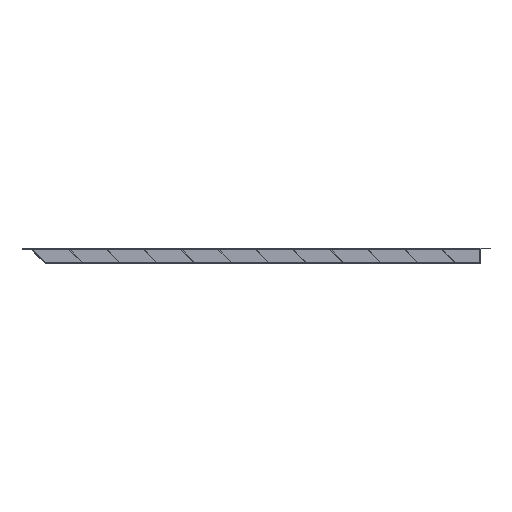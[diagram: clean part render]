
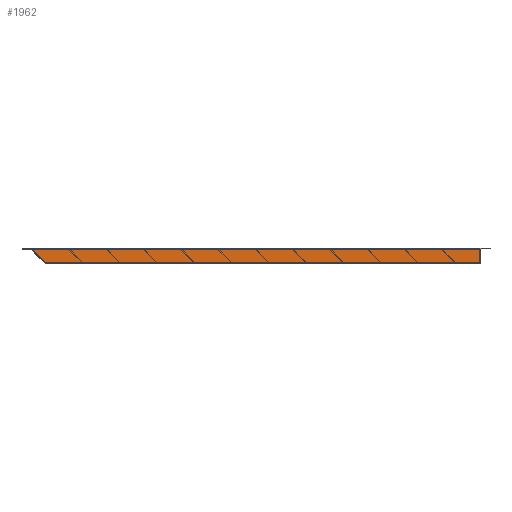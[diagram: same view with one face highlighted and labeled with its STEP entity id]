
A CAD part, left-side view. The second image highlights one B-rep face of the part: STEP entity #1962.
In plain terms, the highlighted face is planar.
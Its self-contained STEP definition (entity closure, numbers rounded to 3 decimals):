
#439 = VECTOR ( 'NONE', #1146, 1000. ) ;
#831 = VERTEX_POINT ( 'NONE', #2079 ) ;
#835 = DIRECTION ( 'NONE',  ( 1., 0., 0. ) ) ;
#897 = ORIENTED_EDGE ( 'NONE', *, *, #6820, .T. ) ;
#1146 = DIRECTION ( 'NONE',  ( 0.707, 0.707, 0. ) ) ;
#1179 = CARTESIAN_POINT ( 'NONE',  ( 0., 0., 0. ) ) ;
#1416 = PLANE ( 'NONE',  #2444 ) ;
#1719 = CARTESIAN_POINT ( 'NONE',  ( 0., -715., 0. ) ) ;
#1962 = ADVANCED_FACE ( 'Y�z1', ( #6560 ), #1416, .T. ) ;
#2079 = CARTESIAN_POINT ( 'NONE',  ( 22., -693., 0. ) ) ;
#2086 = ORIENTED_EDGE ( 'NONE', *, *, #2150, .T. ) ;
#2150 = EDGE_CURVE ( 'NONE', #3101, #5722, #2835, .T. ) ;
#2166 = CARTESIAN_POINT ( 'NONE',  ( 0., 0., 0. ) ) ;
#2444 = AXIS2_PLACEMENT_3D ( 'NONE', #2166, #4733, #835 ) ;
#2530 = EDGE_CURVE ( 'NONE', #5722, #6262, #6294, .T. ) ;
#2586 = EDGE_CURVE ( 'NONE', #6262, #831, #4330, .T. ) ;
#2646 = EDGE_LOOP ( 'NONE', ( #2086, #7896, #3544, #897 ) ) ;
#2835 = LINE ( 'NONE', #4769, #3383 ) ;
#3101 = VERTEX_POINT ( 'NONE', #7660 ) ;
#3205 = VECTOR ( 'NONE', #4645, 1000. ) ;
#3330 = CARTESIAN_POINT ( 'NONE',  ( 22., -693., 0. ) ) ;
#3383 = VECTOR ( 'NONE', #5431, 1000. ) ;
#3544 = ORIENTED_EDGE ( 'NONE', *, *, #2586, .T. ) ;
#4330 = LINE ( 'NONE', #6883, #439 ) ;
#4645 = DIRECTION ( 'NONE',  ( 0., 1., 0. ) ) ;
#4733 = DIRECTION ( 'NONE',  ( 0., 0., 1. ) ) ;
#4769 = CARTESIAN_POINT ( 'NONE',  ( 0., 0., 0. ) ) ;
#5007 = CARTESIAN_POINT ( 'NONE',  ( 0., 0., 0. ) ) ;
#5431 = DIRECTION ( 'NONE',  ( -1., 0., 0. ) ) ;
#5722 = VERTEX_POINT ( 'NONE', #5007 ) ;
#5856 = VECTOR ( 'NONE', #8132, 1000. ) ;
#6262 = VERTEX_POINT ( 'NONE', #1719 ) ;
#6294 = LINE ( 'NONE', #1179, #5856 ) ;
#6513 = LINE ( 'NONE', #3330, #3205 ) ;
#6560 = FACE_OUTER_BOUND ( 'NONE', #2646, .T. ) ;
#6820 = EDGE_CURVE ( 'NONE', #831, #3101, #6513, .T. ) ;
#6883 = CARTESIAN_POINT ( 'NONE',  ( 0., -715., 0. ) ) ;
#7660 = CARTESIAN_POINT ( 'NONE',  ( 22., 0., 0. ) ) ;
#7896 = ORIENTED_EDGE ( 'NONE', *, *, #2530, .T. ) ;
#8132 = DIRECTION ( 'NONE',  ( 0., -1., 0. ) ) ;
